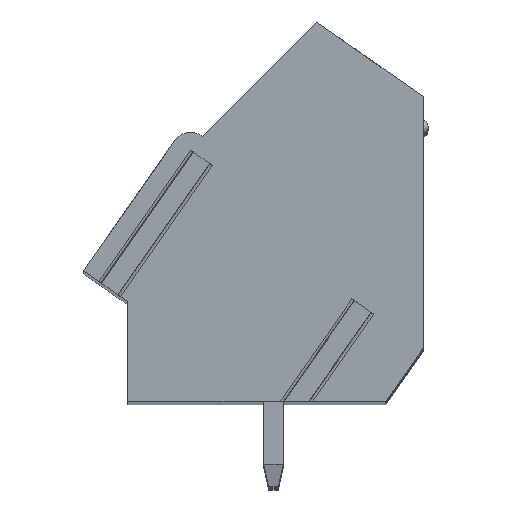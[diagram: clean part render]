
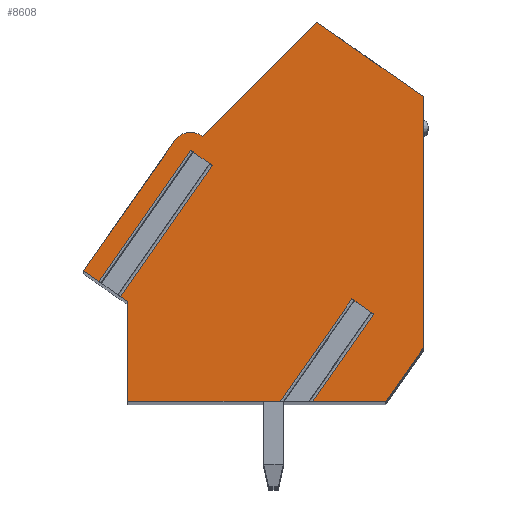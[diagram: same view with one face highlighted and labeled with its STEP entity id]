
A CAD part, top view. The second image highlights one B-rep face of the part: STEP entity #8608.
In plain terms, the highlighted planar face has unit normal (0, 0, 1).
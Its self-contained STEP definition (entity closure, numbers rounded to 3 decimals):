
#14=DIRECTION('',(-0.819,0.574,0.));
#15=VECTOR('',#14,1.085);
#16=CARTESIAN_POINT('',(4.498,-3.239,73.66));
#17=LINE('',#16,#15);
#18=DIRECTION('',(-0.574,-0.819,0.));
#19=VECTOR('',#18,5.115);
#20=CARTESIAN_POINT('',(3.61,-2.616,73.66));
#21=LINE('',#20,#19);
#22=DIRECTION('',(1.,0.,0.));
#23=VECTOR('',#22,6.246);
#24=CARTESIAN_POINT('',(-5.57,-6.807,73.66));
#25=LINE('',#24,#23);
#26=DIRECTION('',(0.,-1.,0.));
#27=VECTOR('',#26,4.087);
#28=CARTESIAN_POINT('',(-5.57,-2.72,73.66));
#29=LINE('',#28,#27);
#30=DIRECTION('',(0.819,-0.574,0.));
#31=VECTOR('',#30,0.355);
#32=CARTESIAN_POINT('',(-5.861,-2.516,73.66));
#33=LINE('',#32,#31);
#34=DIRECTION('',(-0.574,-0.819,0.));
#35=VECTOR('',#34,6.55);
#36=CARTESIAN_POINT('',(-2.104,2.849,73.66));
#37=LINE('',#36,#35);
#38=DIRECTION('',(-0.819,0.574,0.));
#39=VECTOR('',#38,1.085);
#40=CARTESIAN_POINT('',(-2.104,2.849,73.66));
#41=LINE('',#40,#39);
#42=DIRECTION('',(-0.574,-0.819,0.));
#43=VECTOR('',#42,6.55);
#44=CARTESIAN_POINT('',(-2.993,3.471,73.66));
#45=LINE('',#44,#43);
#46=DIRECTION('',(0.819,-0.574,0.));
#47=VECTOR('',#46,0.757);
#48=CARTESIAN_POINT('',(-7.37,-1.46,73.66));
#49=LINE('',#48,#47);
#50=DIRECTION('',(-0.574,-0.819,0.));
#51=VECTOR('',#50,6.486);
#52=CARTESIAN_POINT('',(-3.65,3.853,73.66));
#53=LINE('',#52,#51);
#54=CARTESIAN_POINT('',(-2.986,3.406,73.66));
#55=DIRECTION('',(0.,0.,1.));
#56=DIRECTION('',(0.598,0.802,0.));
#57=AXIS2_PLACEMENT_3D('',#54,#55,#56);
#59=DIRECTION('',(-0.707,-0.707,0.));
#60=VECTOR('',#59,6.609);
#61=CARTESIAN_POINT('',(2.165,8.721,73.66));
#62=LINE('',#61,#60);
#63=DIRECTION('',(-0.819,0.574,0.));
#64=VECTOR('',#63,5.329);
#65=CARTESIAN_POINT('',(6.53,5.664,73.66));
#66=LINE('',#65,#64);
#67=DIRECTION('',(0.,1.,0.));
#68=VECTOR('',#67,10.286);
#69=CARTESIAN_POINT('',(6.53,-4.622,73.66));
#70=LINE('',#69,#68);
#71=DIRECTION('',(0.574,0.819,0.));
#72=VECTOR('',#71,2.667);
#73=CARTESIAN_POINT('',(5.,-6.807,73.66));
#74=LINE('',#73,#72);
#75=DIRECTION('',(1.,0.,0.));
#76=VECTOR('',#75,3.);
#77=CARTESIAN_POINT('',(2.,-6.807,73.66));
#78=LINE('',#77,#76);
#79=DIRECTION('',(-0.574,-0.819,0.));
#80=VECTOR('',#79,4.355);
#81=CARTESIAN_POINT('',(4.498,-3.239,73.66));
#82=LINE('',#81,#80);
#6742=CARTESIAN_POINT('',(-2.508,4.048,73.66));
#6743=CARTESIAN_POINT('',(-3.65,3.853,73.66));
#6744=VERTEX_POINT('',#6742);
#6745=VERTEX_POINT('',#6743);
#6746=CARTESIAN_POINT('',(-7.37,-1.46,73.66));
#6747=VERTEX_POINT('',#6746);
#6748=CARTESIAN_POINT('',(-5.57,-2.72,73.66));
#6749=CARTESIAN_POINT('',(-5.57,-6.807,73.66));
#6750=VERTEX_POINT('',#6748);
#6751=VERTEX_POINT('',#6749);
#6752=CARTESIAN_POINT('',(5.,-6.807,73.66));
#6753=CARTESIAN_POINT('',(6.53,-4.622,73.66));
#6754=VERTEX_POINT('',#6752);
#6755=VERTEX_POINT('',#6753);
#6756=CARTESIAN_POINT('',(6.53,5.664,73.66));
#6757=VERTEX_POINT('',#6756);
#6758=CARTESIAN_POINT('',(2.165,8.721,73.66));
#6759=VERTEX_POINT('',#6758);
#6886=CARTESIAN_POINT('',(-2.104,2.849,73.66));
#6887=CARTESIAN_POINT('',(-2.993,3.471,73.66));
#6888=VERTEX_POINT('',#6886);
#6889=VERTEX_POINT('',#6887);
#6890=CARTESIAN_POINT('',(-5.861,-2.516,
73.66));
#6891=VERTEX_POINT('',#6890);
#6892=CARTESIAN_POINT('',(-6.75,-1.894,
73.66));
#6893=VERTEX_POINT('',#6892);
#6941=CARTESIAN_POINT('',(4.498,-3.239,73.66));
#6942=CARTESIAN_POINT('',(3.61,-2.616,73.66));
#6943=VERTEX_POINT('',#6941);
#6944=VERTEX_POINT('',#6942);
#6945=CARTESIAN_POINT('',(2.,-6.807,73.66));
#6946=VERTEX_POINT('',#6945);
#6947=CARTESIAN_POINT('',(0.676,-6.807,73.66));
#6948=VERTEX_POINT('',#6947);
#8567=CARTESIAN_POINT('',(0.,0.,73.66));
#8568=DIRECTION('',(0.,0.,1.));
#8569=DIRECTION('',(1.,0.,0.));
#8570=AXIS2_PLACEMENT_3D('',#8567,#8568,#8569);
#8571=PLANE('',#8570);
#8573=ORIENTED_EDGE('',*,*,#8572,.T.);
#8575=ORIENTED_EDGE('',*,*,#8574,.T.);
#8577=ORIENTED_EDGE('',*,*,#8576,.F.);
#8579=ORIENTED_EDGE('',*,*,#8578,.F.);
#8581=ORIENTED_EDGE('',*,*,#8580,.F.);
#8583=ORIENTED_EDGE('',*,*,#8582,.F.);
#8585=ORIENTED_EDGE('',*,*,#8584,.T.);
#8587=ORIENTED_EDGE('',*,*,#8586,.T.);
#8589=ORIENTED_EDGE('',*,*,#8588,.F.);
#8591=ORIENTED_EDGE('',*,*,#8590,.F.);
#8593=ORIENTED_EDGE('',*,*,#8592,.F.);
#8595=ORIENTED_EDGE('',*,*,#8594,.F.);
#8597=ORIENTED_EDGE('',*,*,#8596,.F.);
#8599=ORIENTED_EDGE('',*,*,#8598,.F.);
#8601=ORIENTED_EDGE('',*,*,#8600,.F.);
#8603=ORIENTED_EDGE('',*,*,#8602,.F.);
#8605=ORIENTED_EDGE('',*,*,#8604,.F.);
#8606=EDGE_LOOP('',(#8573,#8575,#8577,#8579,#8581,#8583,#8585,#8587,#8589,#8591,
#8593,#8595,#8597,#8599,#8601,#8603,#8605));
#8607=FACE_OUTER_BOUND('',#8606,.F.);
#58=CIRCLE('',#57,0.8);
#8572=EDGE_CURVE('',#6943,#6944,#17,.T.);
#8574=EDGE_CURVE('',#6944,#6948,#21,.T.);
#8576=EDGE_CURVE('',#6751,#6948,#25,.T.);
#8578=EDGE_CURVE('',#6750,#6751,#29,.T.);
#8580=EDGE_CURVE('',#6891,#6750,#33,.T.);
#8582=EDGE_CURVE('',#6888,#6891,#37,.T.);
#8584=EDGE_CURVE('',#6888,#6889,#41,.T.);
#8586=EDGE_CURVE('',#6889,#6893,#45,.T.);
#8588=EDGE_CURVE('',#6747,#6893,#49,.T.);
#8590=EDGE_CURVE('',#6745,#6747,#53,.T.);
#8592=EDGE_CURVE('',#6744,#6745,#58,.T.);
#8594=EDGE_CURVE('',#6759,#6744,#62,.T.);
#8596=EDGE_CURVE('',#6757,#6759,#66,.T.);
#8598=EDGE_CURVE('',#6755,#6757,#70,.T.);
#8600=EDGE_CURVE('',#6754,#6755,#74,.T.);
#8602=EDGE_CURVE('',#6946,#6754,#78,.T.);
#8604=EDGE_CURVE('',#6943,#6946,#82,.T.);
#8608=ADVANCED_FACE('',(#8607),#8571,.T.);
